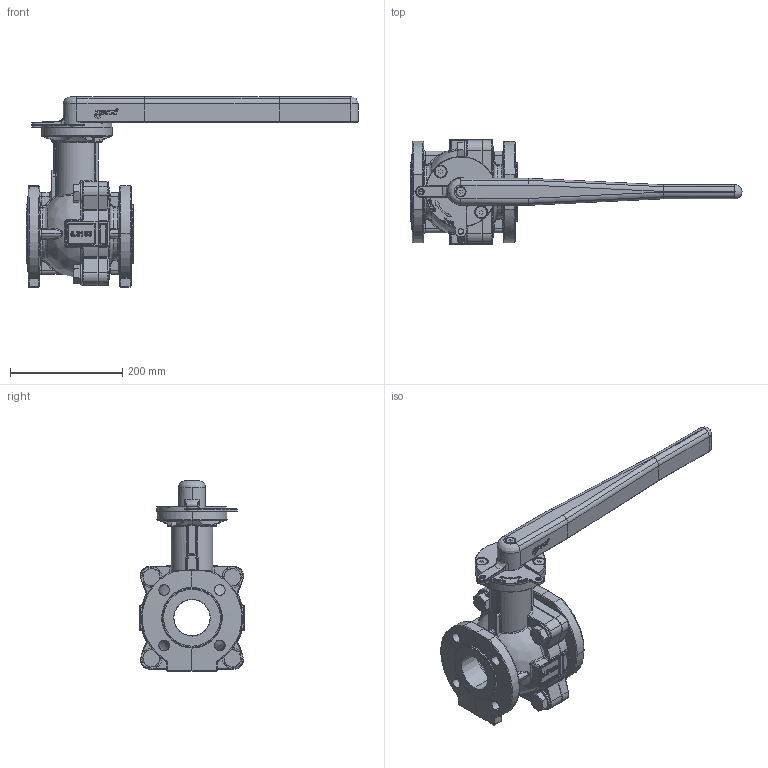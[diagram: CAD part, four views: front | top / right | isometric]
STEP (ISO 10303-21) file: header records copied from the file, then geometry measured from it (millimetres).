
FILE_DESCRIPTION(('HOOPS Exchange Step'),'2;1');
FILE_NAME('FK13010009.stp','2025-09-18T10:44:35+02:00',('nieru'),('Unknown organisation'),'HOOPS Exchange 2024.2','HOOPS Exchange','Unknown authorisation');
FILE_SCHEMA( ('AP203_CONFIGURATION_CONTROLLED_3D_DESIGN_OF_MECHANICAL_PARTS_AND_ASSEMBLIES_MIM_LF') );
Length unit declared in the file: millimetre
Products named in the file (4): 0; root
Assembly tree (3 placements, depth 3):
  root
    0
      0
      0
Bounding box: 590.6 x 186 x 338.5 mm (x, y, z)
Volume: 4482630.9 mm3; surface area: 525612.4 mm2
Topology: 5 solids, 5 shells, 2556 faces, 6569 edges, 4101 vertices
Faces by surface type: bspline 836, cylinder 741, plane 601, torus 163, cone 120, sphere 70, extrusion 25
Entity records: 203143 total; most frequent: CARTESIAN_POINT 152057, ORIENTED_EDGE 13070, EDGE_CURVE 6535, DIRECTION 6214, VERTEX_POINT 4101, B_SPLINE_CURVE_WITH_KNOTS 3874, EDGE_LOOP 2724, FACE_BOUND 2724
